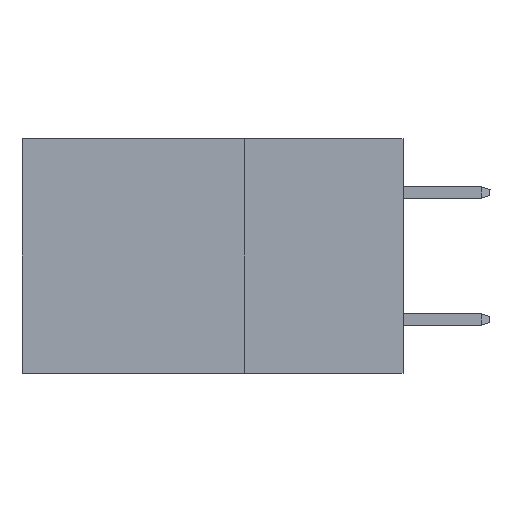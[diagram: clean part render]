
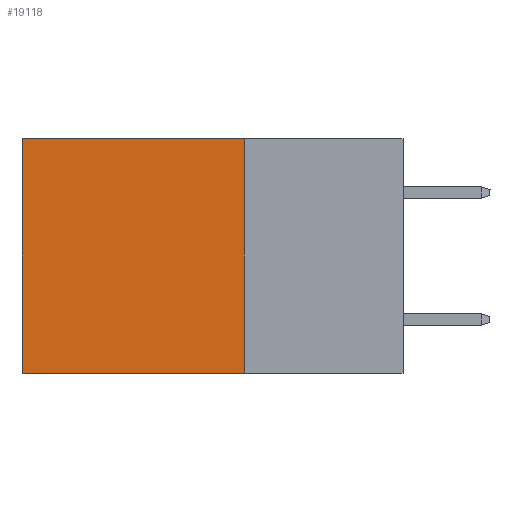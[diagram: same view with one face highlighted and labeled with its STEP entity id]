
A CAD part, left-side view. The second image highlights one B-rep face of the part: STEP entity #19118.
In plain terms, the highlighted planar face has unit normal (-1, 0, 0).
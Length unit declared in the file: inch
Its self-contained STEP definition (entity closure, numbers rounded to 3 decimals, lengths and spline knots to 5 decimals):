
#286 = DIRECTION ( 'NONE',  ( 1., 0., 0. ) ) ;
#1057 = ORIENTED_EDGE ( 'NONE', *, *, #24457, .F. ) ;
#2388 = VECTOR ( 'NONE', #37998, 39.37008 ) ;
#4428 = VERTEX_POINT ( 'NONE', #20156 ) ;
#7718 = CARTESIAN_POINT ( 'NONE',  ( 0.2875, 0.25, 0. ) ) ;
#9715 = ORIENTED_EDGE ( 'NONE', *, *, #32387, .T. ) ;
#11917 = LINE ( 'NONE', #29609, #28317 ) ;
#12065 = DIRECTION ( 'NONE',  ( 0., 1., 0. ) ) ;
#12272 = DIRECTION ( 'NONE',  ( 0., 0., -1. ) ) ;
#13548 = EDGE_CURVE ( 'NONE', #13552, #33709, #16538, .T. ) ;
#13552 = VERTEX_POINT ( 'NONE', #34458 ) ;
#14199 = LINE ( 'NONE', #25986, #2388 ) ;
#16538 = LINE ( 'NONE', #7718, #34087 ) ;
#16627 = ORIENTED_EDGE ( 'NONE', *, *, #13548, .F. ) ;
#17254 = PLANE ( 'NONE',  #33775 ) ;
#17389 = CARTESIAN_POINT ( 'NONE',  ( 0.2875, 0.25, -0.37 ) ) ;
#19118 = ADVANCED_FACE ( 'NONE', ( #30353 ), #17254, .F. ) ;
#19175 = LINE ( 'NONE', #38595, #20547 ) ;
#20156 = CARTESIAN_POINT ( 'NONE',  ( 0.2875, 0.6, 0. ) ) ;
#20547 = VECTOR ( 'NONE', #12065, 39.37008 ) ;
#24457 = EDGE_CURVE ( 'NONE', #33709, #30271, #11917, .T. ) ;
#25986 = CARTESIAN_POINT ( 'NONE',  ( 0.2875, 0.6, 0. ) ) ;
#26589 = EDGE_CURVE ( 'NONE', #4428, #30271, #14199, .T. ) ;
#27139 = ORIENTED_EDGE ( 'NONE', *, *, #26589, .T. ) ;
#27409 = DIRECTION ( 'NONE',  ( 0., 1., 0. ) ) ;
#28317 = VECTOR ( 'NONE', #27409, 39.37008 ) ;
#29609 = CARTESIAN_POINT ( 'NONE',  ( 0.2875, 0.25, -0.37 ) ) ;
#30011 = CARTESIAN_POINT ( 'NONE',  ( 0.2875, 0.6, -0.37 ) ) ;
#30271 = VERTEX_POINT ( 'NONE', #30011 ) ;
#30353 = FACE_OUTER_BOUND ( 'NONE', #30950, .T. ) ;
#30950 = EDGE_LOOP ( 'NONE', ( #27139, #1057, #16627, #9715 ) ) ;
#32387 = EDGE_CURVE ( 'NONE', #13552, #4428, #19175, .T. ) ;
#33709 = VERTEX_POINT ( 'NONE', #17389 ) ;
#33775 = AXIS2_PLACEMENT_3D ( 'NONE', #38471, #286, #12272 ) ;
#34087 = VECTOR ( 'NONE', #34650, 39.37008 ) ;
#34458 = CARTESIAN_POINT ( 'NONE',  ( 0.2875, 0.25, 0. ) ) ;
#34650 = DIRECTION ( 'NONE',  ( 0., 0., -1. ) ) ;
#37998 = DIRECTION ( 'NONE',  ( 0., 0., -1. ) ) ;
#38471 = CARTESIAN_POINT ( 'NONE',  ( 0.2875, 0.25, 0. ) ) ;
#38595 = CARTESIAN_POINT ( 'NONE',  ( 0.2875, 0.25, 0. ) ) ;
